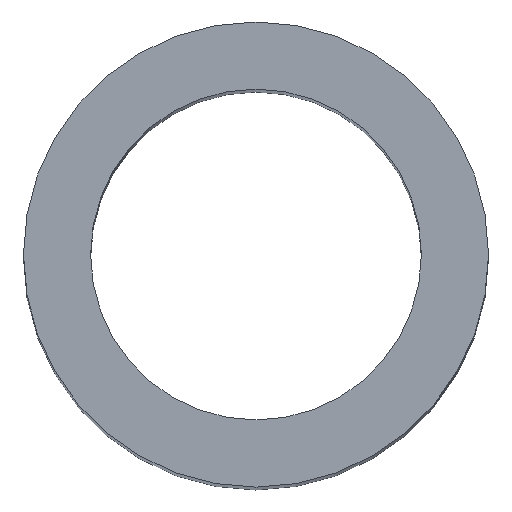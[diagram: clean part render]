
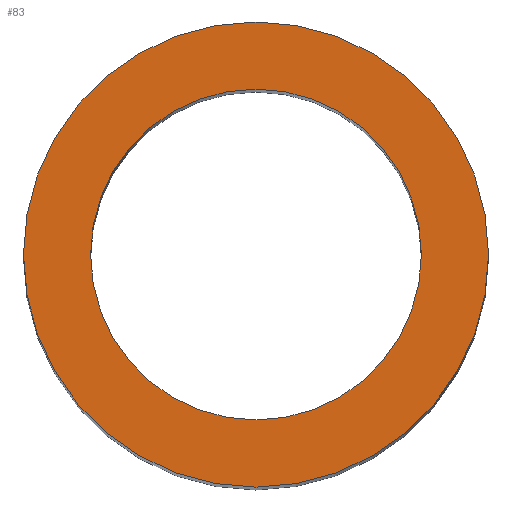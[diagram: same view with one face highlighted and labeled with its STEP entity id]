
A CAD part, top view. The second image highlights one B-rep face of the part: STEP entity #83.
In plain terms, the highlighted planar face has unit normal (0, 0, 1).
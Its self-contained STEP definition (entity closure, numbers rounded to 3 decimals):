
#15=FACE_BOUND('',#26,.T.);
#17=PLANE('',#115);
#21=FACE_OUTER_BOUND('',#25,.T.);
#25=EDGE_LOOP('',(#71,#72));
#26=EDGE_LOOP('',(#73,#74));
#33=CIRCLE('',#106,1.6);
#36=CIRCLE('',#109,1.6);
#38=CIRCLE('',#112,2.25);
#39=CIRCLE('',#113,2.25);
#41=VERTEX_POINT('',#147);
#42=VERTEX_POINT('',#148);
#47=VERTEX_POINT('',#160);
#48=VERTEX_POINT('',#162);
#49=EDGE_CURVE('',#41,#42,#33,.T.);
#53=EDGE_CURVE('',#42,#41,#36,.T.);
#56=EDGE_CURVE('',#48,#47,#38,.T.);
#57=EDGE_CURVE('',#47,#48,#39,.T.);
#71=ORIENTED_EDGE('',*,*,#56,.T.);
#72=ORIENTED_EDGE('',*,*,#57,.T.);
#73=ORIENTED_EDGE('',*,*,#49,.F.);
#74=ORIENTED_EDGE('',*,*,#53,.F.);
#83=ADVANCED_FACE('',(#21,#15),#17,.T.);
#106=AXIS2_PLACEMENT_3D('',#149,#121,#122);
#109=AXIS2_PLACEMENT_3D('',#155,#128,#129);
#112=AXIS2_PLACEMENT_3D('',#163,#135,#136);
#113=AXIS2_PLACEMENT_3D('',#164,#137,#138);
#115=AXIS2_PLACEMENT_3D('',#166,#141,#142);
#121=DIRECTION('center_axis',(0.,0.,1.));
#122=DIRECTION('ref_axis',(1.,0.,0.));
#128=DIRECTION('center_axis',(0.,0.,1.));
#129=DIRECTION('ref_axis',(1.,0.,0.));
#135=DIRECTION('center_axis',(0.,0.,1.));
#136=DIRECTION('ref_axis',(1.,0.,0.));
#137=DIRECTION('center_axis',(0.,0.,1.));
#138=DIRECTION('ref_axis',(1.,0.,0.));
#141=DIRECTION('center_axis',(0.,0.,1.));
#142=DIRECTION('ref_axis',(1.,0.,0.));
#147=CARTESIAN_POINT('',(-1.6,0.,8.));
#148=CARTESIAN_POINT('',(1.6,0.,8.));
#149=CARTESIAN_POINT('Origin',(0.,0.,8.));
#155=CARTESIAN_POINT('Origin',(0.,0.,8.));
#160=CARTESIAN_POINT('',(2.25,0.,8.));
#162=CARTESIAN_POINT('',(-2.25,0.,8.));
#163=CARTESIAN_POINT('Origin',(0.,0.,8.));
#164=CARTESIAN_POINT('Origin',(0.,0.,8.));
#166=CARTESIAN_POINT('Origin',(0.,0.,8.));
